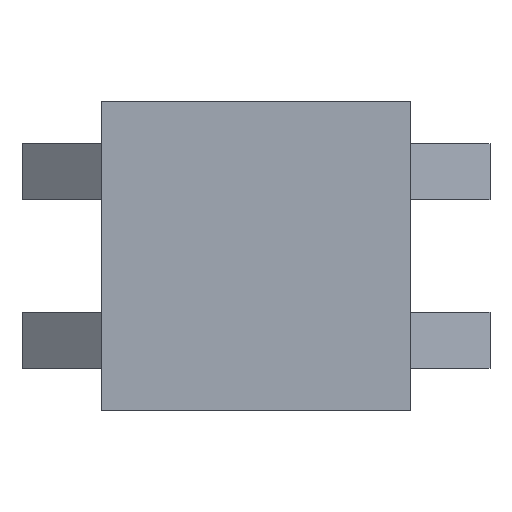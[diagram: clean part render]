
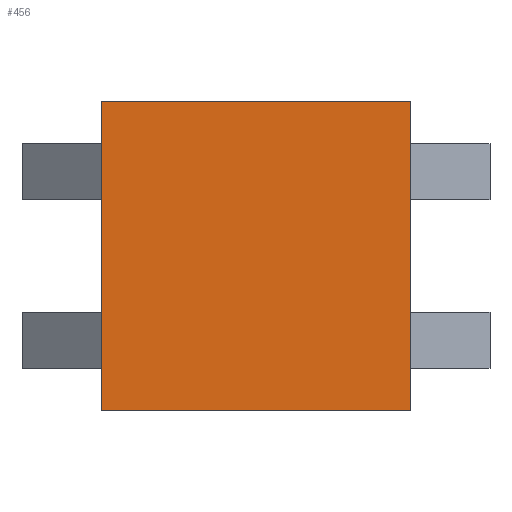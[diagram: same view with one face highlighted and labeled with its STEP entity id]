
A CAD part, top view. The second image highlights one B-rep face of the part: STEP entity #456.
In plain terms, the highlighted planar face has unit normal (0, 0, 1).
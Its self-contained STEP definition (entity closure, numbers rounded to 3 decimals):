
#26=FACE_OUTER_BOUND($,#56,.T.);
#56=EDGE_LOOP($,(#318,#319,#320,#321));
#84=LINE($,#653,#144);
#87=LINE($,#659,#147);
#90=LINE($,#665,#150);
#93=LINE($,#669,#153);
#144=VECTOR($,#529,1.65);
#147=VECTOR($,#534,1.65);
#150=VECTOR($,#539,1.65);
#153=VECTOR($,#544,1.65);
#204=VERTEX_POINT($,#650);
#205=VERTEX_POINT($,#652);
#207=VERTEX_POINT($,#658);
#209=VERTEX_POINT($,#664);
#244=EDGE_CURVE($,#205,#204,#84,.T.);
#247=EDGE_CURVE($,#207,#205,#87,.T.);
#250=EDGE_CURVE($,#209,#207,#90,.T.);
#253=EDGE_CURVE($,#204,#209,#93,.T.);
#318=ORIENTED_EDGE($,*,*,#253,.T.);
#319=ORIENTED_EDGE($,*,*,#250,.T.);
#320=ORIENTED_EDGE($,*,*,#247,.T.);
#321=ORIENTED_EDGE($,*,*,#244,.T.);
#426=PLANE($,#497);
#456=ADVANCED_FACE($,(#26),#426,.T.);
#497=AXIS2_PLACEMENT_3D($,#670,#545,#546);
#529=DIRECTION($,(1.,0.,0.));
#534=DIRECTION($,(0.,-1.,0.));
#539=DIRECTION($,(-1.,0.,0.));
#544=DIRECTION($,(0.,1.,0.));
#545=DIRECTION('center_axis',(0.,0.,1.));
#546=DIRECTION('ref_axis',(1.,0.,0.));
#650=CARTESIAN_POINT('',(0.825,-0.825,0.7));
#652=CARTESIAN_POINT('',(-0.825,-0.825,0.7));
#653=CARTESIAN_POINT($,(-0.825,-0.825,0.7));
#658=CARTESIAN_POINT('',(-0.825,0.825,0.7));
#659=CARTESIAN_POINT($,(-0.825,0.825,0.7));
#664=CARTESIAN_POINT('',(0.825,0.825,0.7));
#665=CARTESIAN_POINT($,(0.825,0.825,0.7));
#669=CARTESIAN_POINT($,(0.825,-0.825,0.7));
#670=CARTESIAN_POINT('Origin',(0.,0.,0.7));
